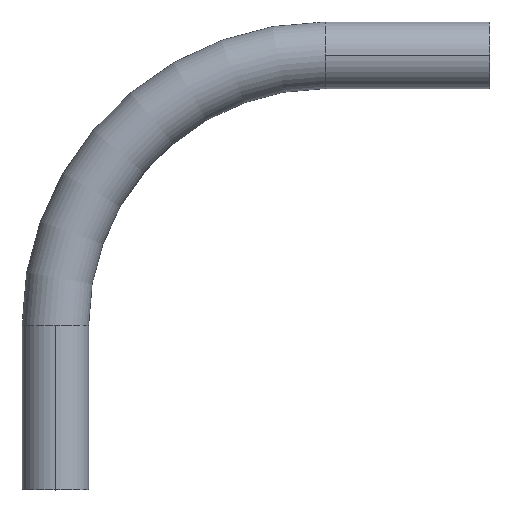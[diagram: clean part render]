
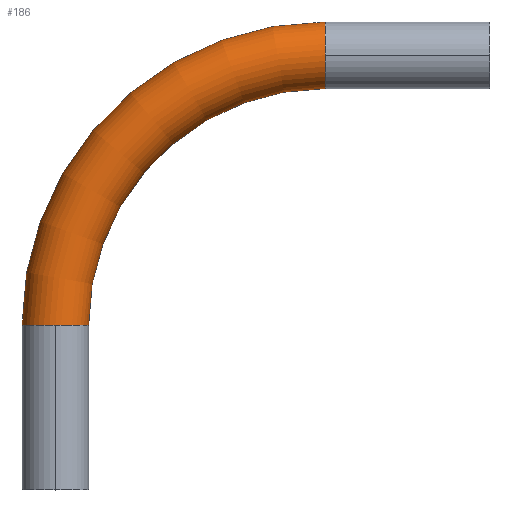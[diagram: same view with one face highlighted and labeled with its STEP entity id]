
A CAD part, top view. The second image highlights one B-rep face of the part: STEP entity #186.
In plain terms, the highlighted toroidal (fillet/blend) face has major radius 90 mm and minor radius 11.1 mm.
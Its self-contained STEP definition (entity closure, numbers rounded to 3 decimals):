
#6 = ORIENTED_EDGE ( 'NONE', *, *, #584, .T. ) ;
#10 = CARTESIAN_POINT ( 'NONE',  ( -78.9, 0., 0. ) ) ;
#11 = ORIENTED_EDGE ( 'NONE', *, *, #424, .F. ) ;
#18 = CARTESIAN_POINT ( 'NONE',  ( 0., 90., 0. ) ) ;
#55 = TOROIDAL_SURFACE ( 'NONE', #525, 90., 11.1 ) ;
#64 = CARTESIAN_POINT ( 'NONE',  ( 0., 0., 0. ) ) ;
#112 = CARTESIAN_POINT ( 'NONE',  ( 0., 0., 0. ) ) ;
#134 = DIRECTION ( 'NONE',  ( 0., -1., 0. ) ) ;
#159 = VERTEX_POINT ( 'NONE', #313 ) ;
#160 = CIRCLE ( 'NONE', #466, 11.1 ) ;
#186 = ADVANCED_FACE ( 'NONE', ( #398 ), #55, .T. ) ;
#191 = DIRECTION ( 'NONE',  ( 0., 0., -1. ) ) ;
#194 = CARTESIAN_POINT ( 'NONE',  ( 0., 90., 0. ) ) ;
#200 = DIRECTION ( 'NONE',  ( -1., 0., 0. ) ) ;
#218 = DIRECTION ( 'NONE',  ( 0., 0., -1. ) ) ;
#248 = ORIENTED_EDGE ( 'NONE', *, *, #287, .F. ) ;
#282 = AXIS2_PLACEMENT_3D ( 'NONE', #194, #596, #528 ) ;
#287 = EDGE_CURVE ( 'NONE', #635, #159, #672, .T. ) ;
#313 = CARTESIAN_POINT ( 'NONE',  ( -90., 0., 11.1 ) ) ;
#318 = CIRCLE ( 'NONE', #282, 11.1 ) ;
#324 = CARTESIAN_POINT ( 'NONE',  ( -90., 0., 0. ) ) ;
#328 = CIRCLE ( 'NONE', #644, 11.1 ) ;
#333 = DIRECTION ( 'NONE',  ( 0., 0., -1. ) ) ;
#334 = AXIS2_PLACEMENT_3D ( 'NONE', #324, #394, #553 ) ;
#344 = CARTESIAN_POINT ( 'NONE',  ( -90., 0., 0. ) ) ;
#348 = VERTEX_POINT ( 'NONE', #611 ) ;
#378 = CARTESIAN_POINT ( 'NONE',  ( 0., 0., 0. ) ) ;
#394 = DIRECTION ( 'NONE',  ( 0., -1., 0. ) ) ;
#398 = FACE_OUTER_BOUND ( 'NONE', #728, .T. ) ;
#405 = ORIENTED_EDGE ( 'NONE', *, *, #718, .T. ) ;
#424 = EDGE_CURVE ( 'NONE', #542, #577, #523, .T. ) ;
#430 = ORIENTED_EDGE ( 'NONE', *, *, #735, .T. ) ;
#436 = DIRECTION ( 'NONE',  ( -1., 0., 0. ) ) ;
#466 = AXIS2_PLACEMENT_3D ( 'NONE', #18, #200, #483 ) ;
#467 = CARTESIAN_POINT ( 'NONE',  ( 0., 101.1, 0. ) ) ;
#483 = DIRECTION ( 'NONE',  ( 0., 0., 1. ) ) ;
#523 = CIRCLE ( 'NONE', #708, 101.1 ) ;
#525 = AXIS2_PLACEMENT_3D ( 'NONE', #378, #218, #436 ) ;
#528 = DIRECTION ( 'NONE',  ( 0., 0., 1. ) ) ;
#542 = VERTEX_POINT ( 'NONE', #565 ) ;
#553 = DIRECTION ( 'NONE',  ( 0., 0., 1. ) ) ;
#565 = CARTESIAN_POINT ( 'NONE',  ( -101.1, 0., 0. ) ) ;
#572 = DIRECTION ( 'NONE',  ( -1., 0., 0. ) ) ;
#577 = VERTEX_POINT ( 'NONE', #467 ) ;
#582 = EDGE_CURVE ( 'NONE', #159, #542, #328, .T. ) ;
#584 = EDGE_CURVE ( 'NONE', #635, #348, #710, .T. ) ;
#596 = DIRECTION ( 'NONE',  ( -1., 0., 0. ) ) ;
#611 = CARTESIAN_POINT ( 'NONE',  ( 0., 78.9, 0. ) ) ;
#630 = ORIENTED_EDGE ( 'NONE', *, *, #582, .F. ) ;
#634 = DIRECTION ( 'NONE',  ( -1., 0., 0. ) ) ;
#635 = VERTEX_POINT ( 'NONE', #10 ) ;
#644 = AXIS2_PLACEMENT_3D ( 'NONE', #344, #134, #705 ) ;
#654 = AXIS2_PLACEMENT_3D ( 'NONE', #64, #191, #634 ) ;
#672 = CIRCLE ( 'NONE', #334, 11.1 ) ;
#696 = VERTEX_POINT ( 'NONE', #712 ) ;
#705 = DIRECTION ( 'NONE',  ( 0., 0., 1. ) ) ;
#708 = AXIS2_PLACEMENT_3D ( 'NONE', #112, #333, #572 ) ;
#710 = CIRCLE ( 'NONE', #654, 78.9 ) ;
#712 = CARTESIAN_POINT ( 'NONE',  ( 0., 90., 11.1 ) ) ;
#718 = EDGE_CURVE ( 'NONE', #348, #696, #160, .T. ) ;
#728 = EDGE_LOOP ( 'NONE', ( #11, #630, #248, #6, #405, #430 ) ) ;
#735 = EDGE_CURVE ( 'NONE', #696, #577, #318, .T. ) ;
